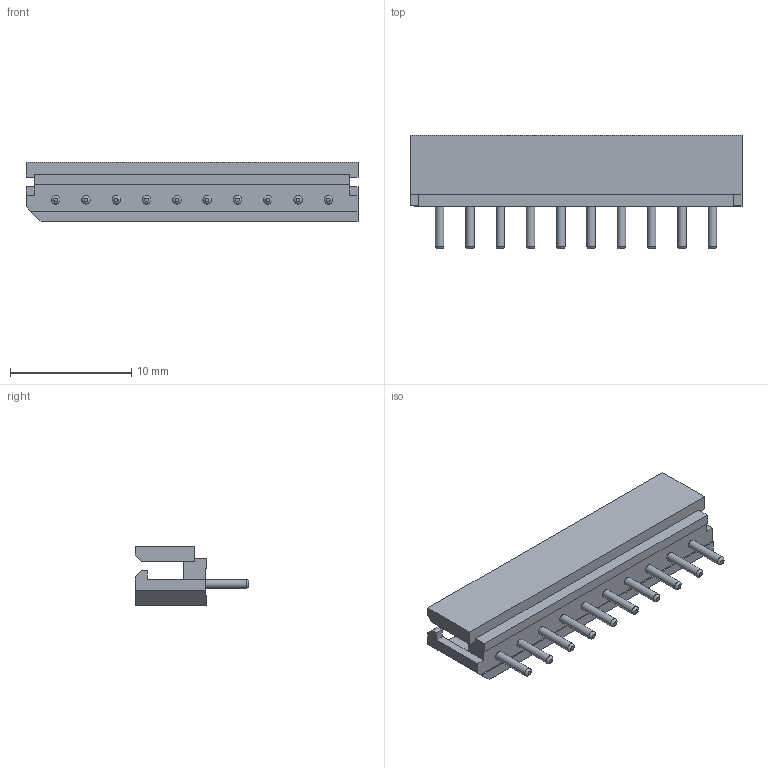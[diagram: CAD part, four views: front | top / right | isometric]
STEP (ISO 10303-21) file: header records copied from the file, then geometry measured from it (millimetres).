
FILE_DESCRIPTION(/* description */ (''),/* implementation_level */ '2;1');
FILE_NAME(/* name */ 'Mini_Spox_10pin v2.step',/* time_stamp */ '2021-12-12T13:05:04+01:00',/* author */ (''),/* organization */ (''),/* preprocessor_version */ 'ST-DEVELOPER v18.1',/* originating_system */ 'Autodesk Translation Framework v10.10.0.1391',/* authorisation */ '');
FILE_SCHEMA (('AUTOMOTIVE_DESIGN { 1 0 10303 214 3 1 1 }'));
Length unit declared in the file: metre
Products named in the file (1): Mini_Spox_10pin
Bounding box: 27.4 x 9.4 x 4.9 mm (x, y, z)
Volume: 413.5 mm3; surface area: 1024.6 mm2
Topology: 1 solids, 1 shells, 139 faces, 307 edges, 190 vertices
Faces by surface type: plane 99, bspline 20, cylinder 20
Full cylindrical faces by diameter (mm): 0.7 x20
Entity records: 4353 total; most frequent: CARTESIAN_POINT 1193, DIRECTION 627, ORIENTED_EDGE 614, EDGE_CURVE 307, LINE 227, VECTOR 227, AXIS2_PLACEMENT_3D 200, VERTEX_POINT 190
